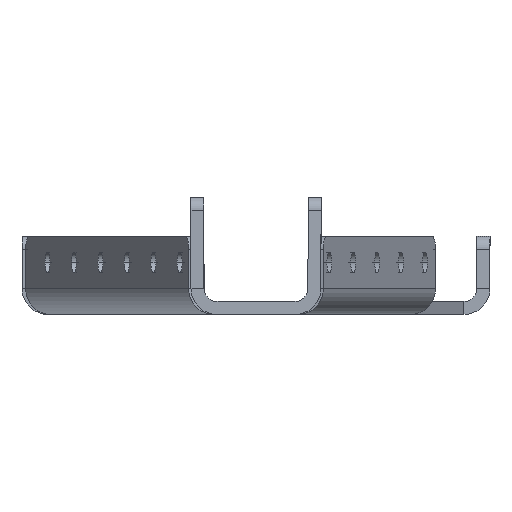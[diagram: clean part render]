
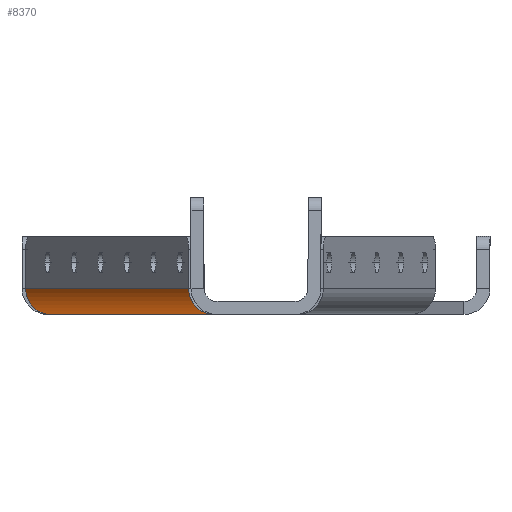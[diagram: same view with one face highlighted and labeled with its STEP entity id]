
A CAD part, left-side view. The second image highlights one B-rep face of the part: STEP entity #8370.
In plain terms, the highlighted cylindrical face has radius 6.35 mm (diameter 12.7 mm), a partial arc.
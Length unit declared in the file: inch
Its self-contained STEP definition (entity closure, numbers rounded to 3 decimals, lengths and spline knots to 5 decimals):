
#7 = DIRECTION ( 'NONE',  ( 0.973, 0.23, 0. ) ) ;
#549 = EDGE_CURVE ( 'NONE', #3714, #5531, #6109, .T. ) ;
#712 = EDGE_CURVE ( 'NONE', #5559, #3714, #3953, .T. ) ;
#728 = EDGE_CURVE ( 'NONE', #5531, #2074, #3976, .T. ) ;
#732 = EDGE_CURVE ( 'NONE', #5559, #2074, #3977, .T. ) ;
#918 = AXIS2_PLACEMENT_3D ( 'NONE', #6942, #6934, #6937 ) ;
#2074 = VERTEX_POINT ( 'NONE', #2930 ) ;
#2904 = DIRECTION ( 'NONE',  ( 0.23, -0.973, 0. ) ) ;
#2906 = DIRECTION ( 'NONE',  ( -0.973, -0.23, 0. ) ) ;
#2910 = CARTESIAN_POINT ( 'NONE',  ( -7.32131, 1.3313, 0.125 ) ) ;
#2930 = CARTESIAN_POINT ( 'NONE',  ( -0.74712, 3.14209, 0.125 ) ) ;
#2954 = DIRECTION ( 'NONE',  ( 0.23, -0.973, 0. ) ) ;
#2984 = DIRECTION ( 'NONE',  ( 0.973, 0.23, 0. ) ) ;
#3019 = CARTESIAN_POINT ( 'NONE',  ( -0.74712, 3.14209, 0.125 ) ) ;
#3060 = CARTESIAN_POINT ( 'NONE',  ( -0.68961, 2.89879, 0.125 ) ) ;
#3464 = DIRECTION ( 'NONE',  ( 0.973, 0.23, 0. ) ) ;
#3615 = CARTESIAN_POINT ( 'NONE',  ( -7.32131, 1.3313, -0.125 ) ) ;
#3714 = VERTEX_POINT ( 'NONE', #3615 ) ;
#3953 = CIRCLE ( 'NONE', #9916, 0.25 ) ;
#3976 = CIRCLE ( 'NONE', #9932, 0.25 ) ;
#3977 = LINE ( 'NONE', #3019, #3979 ) ;
#3979 = VECTOR ( 'NONE', #3464, 39.37008 ) ;
#5531 = VERTEX_POINT ( 'NONE', #6329 ) ;
#5559 = VERTEX_POINT ( 'NONE', #6361 ) ;
#6109 = LINE ( 'NONE', #9260, #6110 ) ;
#6110 = VECTOR ( 'NONE', #7, 39.37008 ) ;
#6329 = CARTESIAN_POINT ( 'NONE',  ( -0.68961, 2.89879, -0.125 ) ) ;
#6361 = CARTESIAN_POINT ( 'NONE',  ( -7.37882, 1.57459, 0.125 ) ) ;
#6934 = DIRECTION ( 'NONE',  ( -0.973, -0.23, 0. ) ) ;
#6937 = DIRECTION ( 'NONE',  ( -0.23, 0.973, 0. ) ) ;
#6942 = CARTESIAN_POINT ( 'NONE',  ( -7.32131, 1.3313, 0.125 ) ) ;
#8370 = ADVANCED_FACE ( 'NONE', ( #9152 ), #9151, .T. ) ;
#9151 = CYLINDRICAL_SURFACE ( 'NONE', #918, 0.25 ) ;
#9152 = FACE_OUTER_BOUND ( 'NONE', #10878, .T. ) ;
#9260 = CARTESIAN_POINT ( 'NONE',  ( -7.32131, 1.3313, -0.125 ) ) ;
#9916 = AXIS2_PLACEMENT_3D ( 'NONE', #2910, #2906, #2904 ) ;
#9932 = AXIS2_PLACEMENT_3D ( 'NONE', #3060, #2984, #2954 ) ;
#10752 = ORIENTED_EDGE ( 'NONE', *, *, #728, .F. ) ;
#10753 = ORIENTED_EDGE ( 'NONE', *, *, #732, .T. ) ;
#10754 = ORIENTED_EDGE ( 'NONE', *, *, #712, .F. ) ;
#10755 = ORIENTED_EDGE ( 'NONE', *, *, #549, .F. ) ;
#10878 = EDGE_LOOP ( 'NONE', ( #10755, #10754, #10753, #10752 ) ) ;
